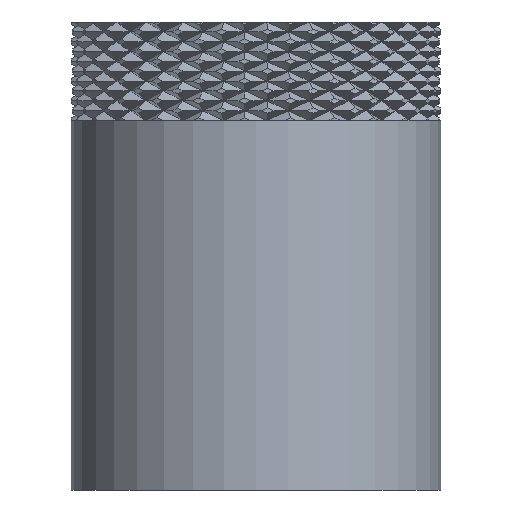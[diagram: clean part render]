
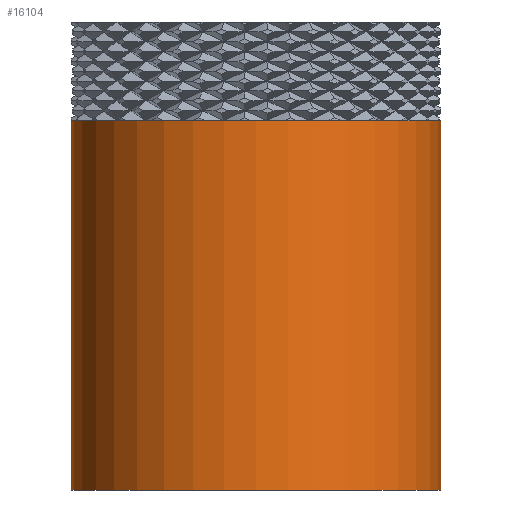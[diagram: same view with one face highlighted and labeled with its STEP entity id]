
A CAD part, front view. The second image highlights one B-rep face of the part: STEP entity #16104.
In plain terms, the highlighted cylindrical face has radius 7.5 mm (diameter 15 mm), a full revolution.
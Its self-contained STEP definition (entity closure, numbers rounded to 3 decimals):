
#1052=FACE_OUTER_BOUND('',#2358,.T.);
#2358=EDGE_LOOP('',(#10513,#10514,#10515,#10516));
#3657=CIRCLE('',#17440,7.5);
#3658=CIRCLE('',#17441,7.5);
#6269=LINE('',#19464,#6336);
#6336=VECTOR('',#17835,7.5);
#6419=VERTEX_POINT('',#19461);
#6420=VERTEX_POINT('',#19463);
#7806=EDGE_CURVE('',#6419,#6419,#3657,.T.);
#7807=EDGE_CURVE('',#6419,#6420,#6269,.T.);
#7808=EDGE_CURVE('',#6420,#6420,#3658,.T.);
#10513=ORIENTED_EDGE('',*,*,#7806,.F.);
#10514=ORIENTED_EDGE('',*,*,#7807,.T.);
#10515=ORIENTED_EDGE('',*,*,#7808,.T.);
#10516=ORIENTED_EDGE('',*,*,#7807,.F.);
#15805=CYLINDRICAL_SURFACE('',#17439,7.5);
#16104=ADVANCED_FACE('',(#1052),#15805,.T.);
#17439=AXIS2_PLACEMENT_3D('',#19460,#17831,#17832);
#17440=AXIS2_PLACEMENT_3D('',#19462,#17833,#17834);
#17441=AXIS2_PLACEMENT_3D('',#19465,#17836,#17837);
#17831=DIRECTION('center_axis',(0.,0.,1.));
#17832=DIRECTION('ref_axis',(1.,0.,0.));
#17833=DIRECTION('center_axis',(0.,0.,1.));
#17834=DIRECTION('ref_axis',(1.,0.,0.));
#17835=DIRECTION('',(0.,0.,-1.));
#17836=DIRECTION('center_axis',(0.,0.,1.));
#17837=DIRECTION('ref_axis',(1.,0.,0.));
#19460=CARTESIAN_POINT('Origin',(0.,0.,0.));
#19461=CARTESIAN_POINT('',(-7.5,0.,15.));
#19462=CARTESIAN_POINT('Origin',(0.,0.,15.));
#19463=CARTESIAN_POINT('',(-7.5,0.,0.));
#19464=CARTESIAN_POINT('',(-7.5,0.,0.));
#19465=CARTESIAN_POINT('Origin',(0.,0.,0.));
